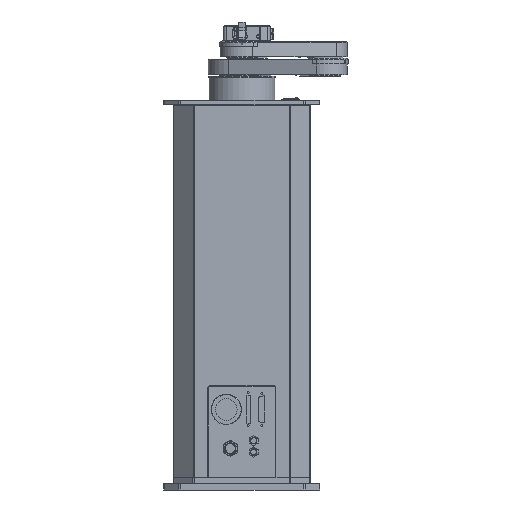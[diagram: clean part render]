
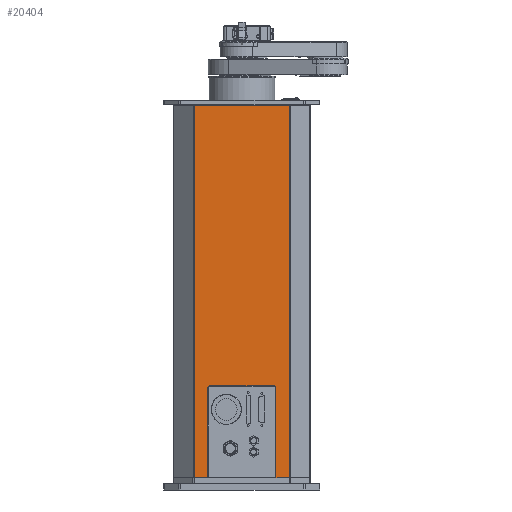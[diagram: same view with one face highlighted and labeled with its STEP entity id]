
A CAD part, front view. The second image highlights one B-rep face of the part: STEP entity #20404.
In plain terms, the highlighted planar face has unit normal (0, -1, 0).
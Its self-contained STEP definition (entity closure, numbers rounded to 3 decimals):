
#910=CIRCLE('',#22005,5.);
#911=CIRCLE('',#22006,5.);
#2161=FACE_OUTER_BOUND('',#3424,.T.);
#3424=EDGE_LOOP('',(#13542,#13543,#13544,#13545,#13546,#13547,#13548,#13549,
#13550,#13551));
#5013=LINE('',#30541,#6772);
#5020=LINE('',#30565,#6779);
#5031=LINE('',#30592,#6790);
#5032=LINE('',#30596,#6791);
#5033=LINE('',#30600,#6792);
#5034=LINE('',#30601,#6793);
#5035=LINE('',#30602,#6794);
#5036=LINE('',#30603,#6795);
#6772=VECTOR('',#24514,10.);
#6779=VECTOR('',#24535,10.);
#6790=VECTOR('',#24566,10.);
#6791=VECTOR('',#24569,10.);
#6792=VECTOR('',#24572,10.);
#6793=VECTOR('',#24573,10.);
#6794=VECTOR('',#24574,10.);
#6795=VECTOR('',#24575,10.);
#8581=VERTEX_POINT('',#30524);
#8586=VERTEX_POINT('',#30540);
#8595=VERTEX_POINT('',#30562);
#8596=VERTEX_POINT('',#30564);
#8601=VERTEX_POINT('',#30590);
#8602=VERTEX_POINT('',#30591);
#8603=VERTEX_POINT('',#30593);
#8604=VERTEX_POINT('',#30595);
#8605=VERTEX_POINT('',#30597);
#8606=VERTEX_POINT('',#30599);
#10573=EDGE_CURVE('',#8586,#8581,#5013,.T.);
#10584=EDGE_CURVE('',#8595,#8596,#5020,.T.);
#10598=EDGE_CURVE('',#8601,#8602,#5031,.T.);
#10599=EDGE_CURVE('',#8602,#8603,#910,.T.);
#10600=EDGE_CURVE('',#8603,#8604,#5032,.T.);
#10601=EDGE_CURVE('',#8604,#8605,#911,.T.);
#10602=EDGE_CURVE('',#8605,#8606,#5033,.T.);
#10603=EDGE_CURVE('',#8606,#8596,#5034,.T.);
#10604=EDGE_CURVE('',#8586,#8595,#5035,.T.);
#10605=EDGE_CURVE('',#8581,#8601,#5036,.T.);
#13542=ORIENTED_EDGE('',*,*,#10598,.T.);
#13543=ORIENTED_EDGE('',*,*,#10599,.T.);
#13544=ORIENTED_EDGE('',*,*,#10600,.T.);
#13545=ORIENTED_EDGE('',*,*,#10601,.T.);
#13546=ORIENTED_EDGE('',*,*,#10602,.T.);
#13547=ORIENTED_EDGE('',*,*,#10603,.T.);
#13548=ORIENTED_EDGE('',*,*,#10584,.F.);
#13549=ORIENTED_EDGE('',*,*,#10604,.F.);
#13550=ORIENTED_EDGE('',*,*,#10573,.T.);
#13551=ORIENTED_EDGE('',*,*,#10605,.T.);
#18639=PLANE('',#22004);
#20404=ADVANCED_FACE('',(#2161),#18639,.T.);
#22004=AXIS2_PLACEMENT_3D('',#30589,#24564,#24565);
#22005=AXIS2_PLACEMENT_3D('',#30594,#24567,#24568);
#22006=AXIS2_PLACEMENT_3D('',#30598,#24570,#24571);
#24514=DIRECTION('',(0.,0.,-1.));
#24535=DIRECTION('',(0.,0.,-1.));
#24564=DIRECTION('center_axis',(0.,-1.,0.));
#24565=DIRECTION('ref_axis',(0.,0.,1.));
#24566=DIRECTION('',(0.,0.,1.));
#24567=DIRECTION('center_axis',(0.,1.,0.));
#24568=DIRECTION('ref_axis',(0.,0.,
1.));
#24569=DIRECTION('',(1.,0.,0.));
#24570=DIRECTION('center_axis',(0.,1.,0.));
#24571=DIRECTION('ref_axis',(1.,0.,0.));
#24572=DIRECTION('',(0.,0.,-1.));
#24573=DIRECTION('',(1.,0.,0.));
#24574=DIRECTION('',(1.,0.,0.));
#24575=DIRECTION('',(1.,0.,0.));
#30524=CARTESIAN_POINT('',(-91.172,-132.48,-716.));
#30540=CARTESIAN_POINT('',(-91.172,-132.48,0.));
#30541=CARTESIAN_POINT('',(-91.172,-132.48,-358.));
#30562=CARTESIAN_POINT('',(91.172,-132.48,0.));
#30564=CARTESIAN_POINT('',(91.172,-132.48,-716.));
#30565=CARTESIAN_POINT('',(91.172,-132.48,-358.));
#30589=CARTESIAN_POINT('Origin',(0.,-132.48,
-358.));
#30590=CARTESIAN_POINT('',(-65.5,-132.48,-716.));
#30591=CARTESIAN_POINT('',(-65.5,-132.48,-544.5));
#30592=CARTESIAN_POINT('',(-65.5,-132.48,-537.));
#30593=CARTESIAN_POINT('',(-60.5,-132.48,-539.5));
#30594=CARTESIAN_POINT('Origin',(-60.5,-132.48,-544.5));
#30595=CARTESIAN_POINT('',(60.5,-132.48,-539.5));
#30596=CARTESIAN_POINT('',(-30.25,-132.48,-539.5));
#30597=CARTESIAN_POINT('',(65.5,-132.48,-544.5));
#30598=CARTESIAN_POINT('Origin',(60.5,-132.48,-544.5));
#30599=CARTESIAN_POINT('',(65.5,-132.48,-716.));
#30600=CARTESIAN_POINT('',(65.5,-132.48,-451.25));
#30601=CARTESIAN_POINT('',(-300.95,-132.48,-716.));
#30602=CARTESIAN_POINT('',(-300.95,-132.48,0.));
#30603=CARTESIAN_POINT('',(-300.95,-132.48,-716.));
